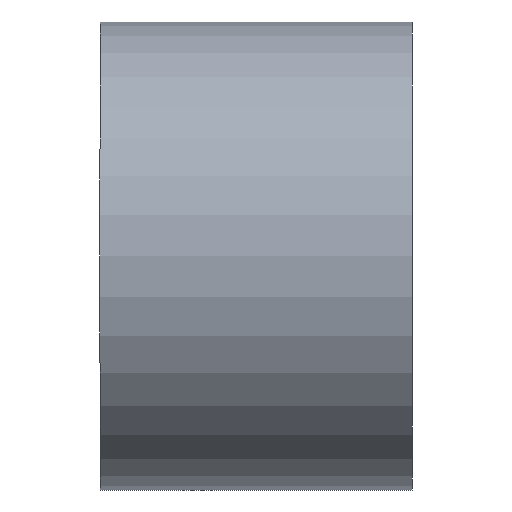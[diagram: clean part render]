
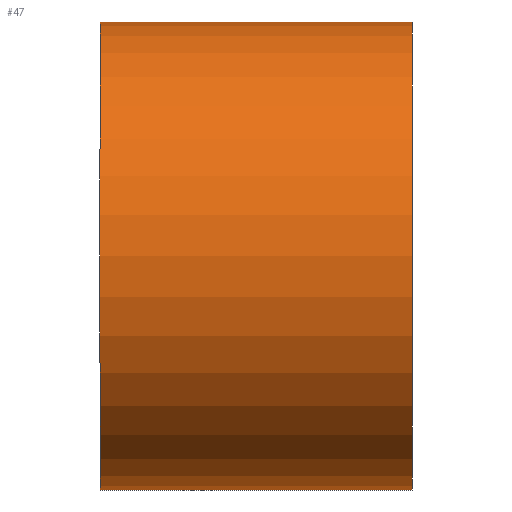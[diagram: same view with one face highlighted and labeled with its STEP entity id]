
A CAD part, left-side view. The second image highlights one B-rep face of the part: STEP entity #47.
In plain terms, the highlighted cylindrical face has radius 4.763 mm (diameter 9.525 mm), a partial arc.
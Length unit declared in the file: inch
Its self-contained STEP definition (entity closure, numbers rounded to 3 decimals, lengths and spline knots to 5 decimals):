
#6 = VERTEX_POINT ( 'NONE', #72 ) ;
#8 = CARTESIAN_POINT ( 'NONE',  ( 0., 0.25, 0.1875 ) ) ;
#9 = DIRECTION ( 'NONE',  ( 0., -1., 0. ) ) ;
#19 = EDGE_CURVE ( 'NONE', #126, #214, #146, .T. ) ;
#24 = CARTESIAN_POINT ( 'NONE',  ( 0., 0., 0.1875 ) ) ;
#36 = CARTESIAN_POINT ( 'NONE',  ( 0., 0., -0.1875 ) ) ;
#40 = ORIENTED_EDGE ( 'NONE', *, *, #58, .T. ) ;
#43 = CYLINDRICAL_SURFACE ( 'NONE', #94, 0.1875 ) ;
#44 = CARTESIAN_POINT ( 'NONE',  ( 0., 0.25, 0. ) ) ;
#45 = ORIENTED_EDGE ( 'NONE', *, *, #65, .T. ) ;
#47 = ADVANCED_FACE ( 'NONE', ( #95 ), #43, .T. ) ;
#50 = CIRCLE ( 'NONE', #176, 0.1875 ) ;
#51 = CARTESIAN_POINT ( 'NONE',  ( 0., 0., 0. ) ) ;
#55 = VECTOR ( 'NONE', #158, 39.37008 ) ;
#58 = EDGE_CURVE ( 'NONE', #6, #144, #108, .T. ) ;
#65 = EDGE_CURVE ( 'NONE', #144, #214, #145, .T. ) ;
#72 = CARTESIAN_POINT ( 'NONE',  ( 0., 0.25, -0.1875 ) ) ;
#73 = DIRECTION ( 'NONE',  ( 0., 0., 1. ) ) ;
#81 = DIRECTION ( 'NONE',  ( 0., 1., 0. ) ) ;
#94 = AXIS2_PLACEMENT_3D ( 'NONE', #44, #9, #174 ) ;
#95 = FACE_OUTER_BOUND ( 'NONE', #105, .T. ) ;
#105 = EDGE_LOOP ( 'NONE', ( #159, #184, #40, #45 ) ) ;
#108 = LINE ( 'NONE', #143, #55 ) ;
#111 = DIRECTION ( 'NONE',  ( 0., -1., 0. ) ) ;
#116 = CARTESIAN_POINT ( 'NONE',  ( 0., 0.25, 0.1875 ) ) ;
#118 = AXIS2_PLACEMENT_3D ( 'NONE', #51, #147, #73 ) ;
#126 = VERTEX_POINT ( 'NONE', #116 ) ;
#130 = VECTOR ( 'NONE', #111, 39.37008 ) ;
#143 = CARTESIAN_POINT ( 'NONE',  ( 0., 0.25, -0.1875 ) ) ;
#144 = VERTEX_POINT ( 'NONE', #36 ) ;
#145 = CIRCLE ( 'NONE', #118, 0.1875 ) ;
#146 = LINE ( 'NONE', #8, #130 ) ;
#147 = DIRECTION ( 'NONE',  ( 0., 1., 0. ) ) ;
#158 = DIRECTION ( 'NONE',  ( 0., -1., 0. ) ) ;
#159 = ORIENTED_EDGE ( 'NONE', *, *, #19, .F. ) ;
#174 = DIRECTION ( 'NONE',  ( 0., 0., -1. ) ) ;
#176 = AXIS2_PLACEMENT_3D ( 'NONE', #204, #81, #189 ) ;
#178 = EDGE_CURVE ( 'NONE', #6, #126, #50, .T. ) ;
#184 = ORIENTED_EDGE ( 'NONE', *, *, #178, .F. ) ;
#189 = DIRECTION ( 'NONE',  ( 0., 0., 1. ) ) ;
#204 = CARTESIAN_POINT ( 'NONE',  ( 0., 0.25, 0. ) ) ;
#214 = VERTEX_POINT ( 'NONE', #24 ) ;
